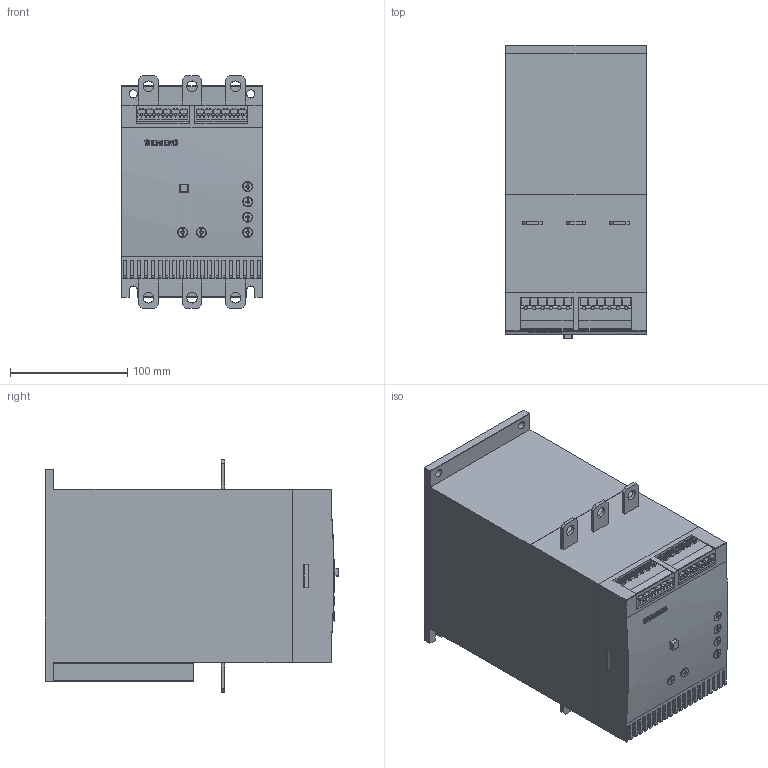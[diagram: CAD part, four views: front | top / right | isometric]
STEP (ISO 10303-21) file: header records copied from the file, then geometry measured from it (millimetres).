
FILE_DESCRIPTION(('no description'),'unknown implementation level');
FILE_NAME('3RW40552BB34.STEP',' ',('CADClick, version 2.3.8, www.CADClick.com, licensed to SIEMENS A&D'),('ccLab - KiM Gmbh - www.kimweb.de'),'unknown preprocess','ACIS','unknown authorization');
FILE_SCHEMA(('automotive_design'));
Length unit declared in the file: millimetre
Products named in the file (16): 1; 2; 3; 4; 5; 6; 7; 8; 9; 10; 11; 12; 13; 14; 15; 16
Bounding box: 120 x 250 x 198 mm (x, y, z)
Volume: 4503272.8 mm3; surface area: 277665.5 mm2
Topology: 16 solids, 16 shells, 1054 faces, 2877 edges, 1916 vertices
Faces by surface type: plane 747, cylinder 295, torus 12
Entity records: 66850 total; most frequent: CARTESIAN_POINT 6718, STYLED_ITEM 5863, PRESENTATION_STYLE_ASSIGNMENT 5863, COLOUR_RGB 5863, ORIENTED_EDGE 5754, DIRECTION 5589, EDGE_CURVE 2877, CURVE_STYLE 2877
